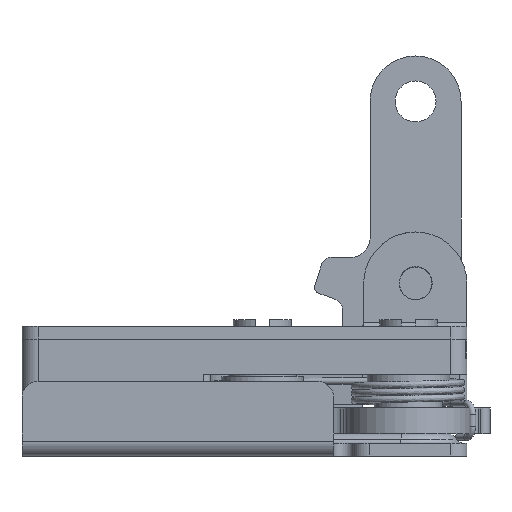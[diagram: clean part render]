
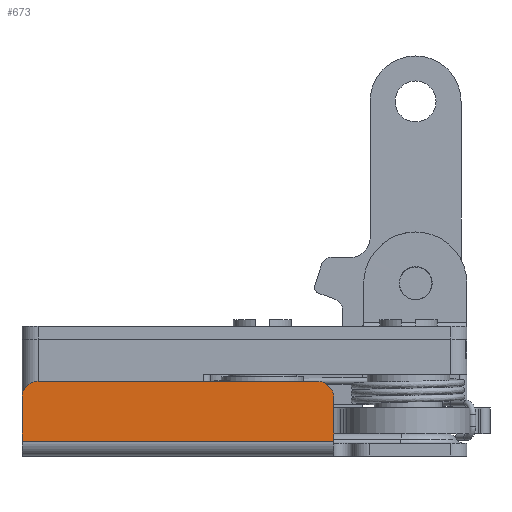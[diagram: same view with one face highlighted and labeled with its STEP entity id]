
A CAD part, front view. The second image highlights one B-rep face of the part: STEP entity #673.
In plain terms, the highlighted planar face has unit normal (0, -1, 0).
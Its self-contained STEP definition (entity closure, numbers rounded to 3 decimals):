
#673=ADVANCED_FACE('',(#1194),#1195,.T.);
#1194=FACE_OUTER_BOUND('',#2147,.T.);
#1195=PLANE('',#2148);
#2147=EDGE_LOOP('',(#4607,#4608,#4609,#4610,#4611,#4612));
#2148=AXIS2_PLACEMENT_3D('',#4613,#4614,#4615);
#4607=ORIENTED_EDGE('',*,*,#7747,.T.);
#4608=ORIENTED_EDGE('',*,*,#7748,.F.);
#4609=ORIENTED_EDGE('',*,*,#7749,.F.);
#4610=ORIENTED_EDGE('',*,*,#7731,.T.);
#4611=ORIENTED_EDGE('',*,*,#7750,.T.);
#4612=ORIENTED_EDGE('',*,*,#7751,.F.);
#4613=CARTESIAN_POINT('',(6.312,63.027,-5.75));
#4614=DIRECTION('',(0.,-1.0,0.));
#4615=DIRECTION('',(-1.0,0.,0.0));
#7731=EDGE_CURVE('',#8984,#8982,#8985,.T.);
#7747=EDGE_CURVE('',#9012,#9013,#9014,.T.);
#7748=EDGE_CURVE('',#9015,#9013,#9016,.T.);
#7749=EDGE_CURVE('',#8984,#9015,#9017,.T.);
#7750=EDGE_CURVE('',#8982,#9018,#9019,.T.);
#7751=EDGE_CURVE('',#9012,#9018,#9020,.T.);
#8982=VERTEX_POINT('',#10948);
#8984=VERTEX_POINT('',#10950);
#8985=LINE('',#10951,#10952);
#9012=VERTEX_POINT('',#10986);
#9013=VERTEX_POINT('',#10987);
#9014=LINE('',#10988,#10989);
#9015=VERTEX_POINT('',#10990);
#9016=CIRCLE('',#10991,2.5);
#9017=LINE('',#10992,#10993);
#9018=VERTEX_POINT('',#10994);
#9019=LINE('',#10995,#10996);
#9020=CIRCLE('',#10997,2.5);
#10948=CARTESIAN_POINT('',(6.312,63.027,-3.45));
#10950=CARTESIAN_POINT('',(-41.688,63.027,-3.45));
#10951=CARTESIAN_POINT('',(6.312,63.027,-3.45));
#10952=VECTOR('',#13623,1.0);
#10986=CARTESIAN_POINT('',(3.812,63.027,5.75));
#10987=CARTESIAN_POINT('',(-39.188,63.027,5.75));
#10988=CARTESIAN_POINT('',(6.312,63.027,5.75));
#10989=VECTOR('',#13655,1.0);
#10990=CARTESIAN_POINT('',(-41.688,63.027,3.25));
#10991=AXIS2_PLACEMENT_3D('',#13656,#13657,#13658);
#10992=CARTESIAN_POINT('',(-41.688,63.027,-5.75));
#10993=VECTOR('',#13659,1.0);
#10994=CARTESIAN_POINT('',(6.312,63.027,3.25));
#10995=CARTESIAN_POINT('',(6.312,63.027,-5.75));
#10996=VECTOR('',#13660,1.0);
#10997=AXIS2_PLACEMENT_3D('',#13661,#13662,#13663);
#13623=DIRECTION('',(1.0,0.,0.0));
#13655=DIRECTION('',(-1.0,0.,0.));
#13656=CARTESIAN_POINT('',(-39.188,63.027,3.25));
#13657=DIRECTION('',(0.,1.0,0.));
#13658=DIRECTION('',(-1.0,0.,0.0));
#13659=DIRECTION('',(0.,0.,1.0));
#13660=DIRECTION('',(0.,0.,1.0));
#13661=CARTESIAN_POINT('',(3.812,63.027,3.25));
#13662=DIRECTION('',(0.,1.0,0.));
#13663=DIRECTION('',(-1.0,0.,0.0));
